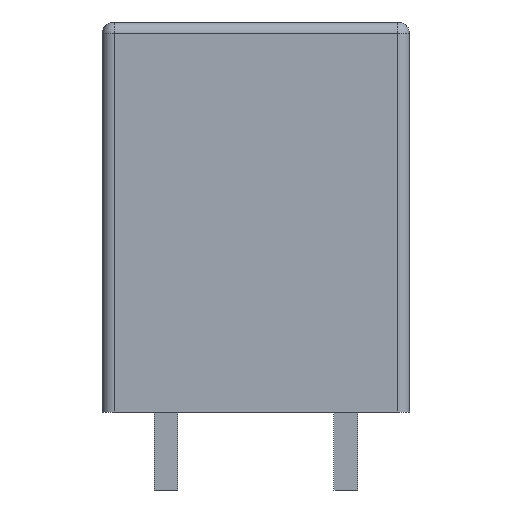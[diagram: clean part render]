
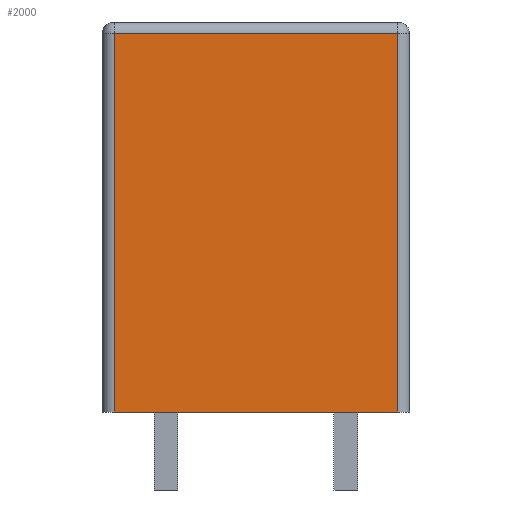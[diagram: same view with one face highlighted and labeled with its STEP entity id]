
A CAD part, left-side view. The second image highlights one B-rep face of the part: STEP entity #2000.
In plain terms, the highlighted planar face has unit normal (-1, 0, 0).
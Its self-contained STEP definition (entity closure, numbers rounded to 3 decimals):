
#1633=CARTESIAN_POINT('',(-20.0,6.0,0.0));
#1634=VERTEX_POINT('',#1633);
#1686=CARTESIAN_POINT('',(-20.0,-6.0,0.0));
#1687=VERTEX_POINT('',#1686);
#1695=CARTESIAN_POINT('',(-20.0,-6.0,0.0));
#1696=DIRECTION('',(0.0,1.0,0.0));
#1697=VECTOR('',#1696,12.0);
#1698=LINE('',#1695,#1697);
#1699=EDGE_CURVE('',#1687,#1634,#1698,.T.);
#1957=CARTESIAN_POINT('',(-20.0,-6.0,16.0));
#1958=VERTEX_POINT('',#1957);
#1966=CARTESIAN_POINT('',(-20.0,-6.0,0.0));
#1967=DIRECTION('',(0.0,0.0,1.0));
#1968=VECTOR('',#1967,16.0);
#1969=LINE('',#1966,#1968);
#1970=EDGE_CURVE('',#1687,#1958,#1969,.T.);
#1977=CARTESIAN_POINT('',(-20.0,-6.6,16.8));
#1978=DIRECTION('',(-1.0,0.0,0.0));
#1979=DIRECTION('',(0.0,0.0,-1.0));
#1980=AXIS2_PLACEMENT_3D('',#1977,#1978,#1979);
#1981=PLANE('',#1980);
#1982=ORIENTED_EDGE('',*,*,#1699,.F.);
#1983=ORIENTED_EDGE('',*,*,#1970,.T.);
#1984=CARTESIAN_POINT('',(-20.0,6.0,16.0));
#1985=VERTEX_POINT('',#1984);
#1986=CARTESIAN_POINT('',(-20.0,6.0,16.0));
#1987=DIRECTION('',(0.0,-1.0,0.0));
#1988=VECTOR('',#1987,12.0);
#1989=LINE('',#1986,#1988);
#1990=EDGE_CURVE('',#1985,#1958,#1989,.T.);
#1991=ORIENTED_EDGE('',*,*,#1990,.F.);
#1992=CARTESIAN_POINT('',(-20.0,6.0,0.0));
#1993=DIRECTION('',(0.0,0.0,1.0));
#1994=VECTOR('',#1993,16.0);
#1995=LINE('',#1992,#1994);
#1996=EDGE_CURVE('',#1634,#1985,#1995,.T.);
#1997=ORIENTED_EDGE('',*,*,#1996,.F.);
#1998=EDGE_LOOP('',(#1982,#1983,#1991,#1997));
#1999=FACE_OUTER_BOUND('',#1998,.T.);
#2000=ADVANCED_FACE('',(#1999),#1981,.T.);
